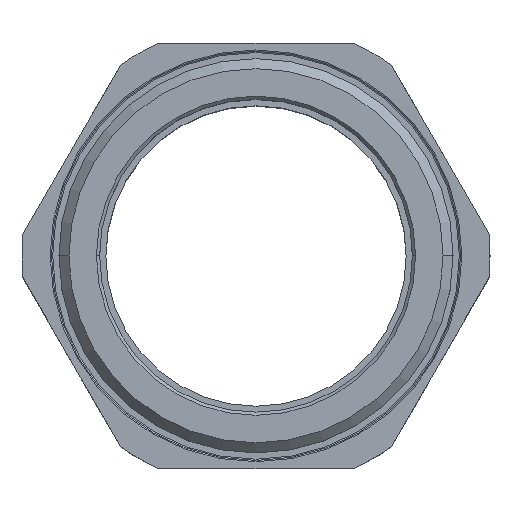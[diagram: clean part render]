
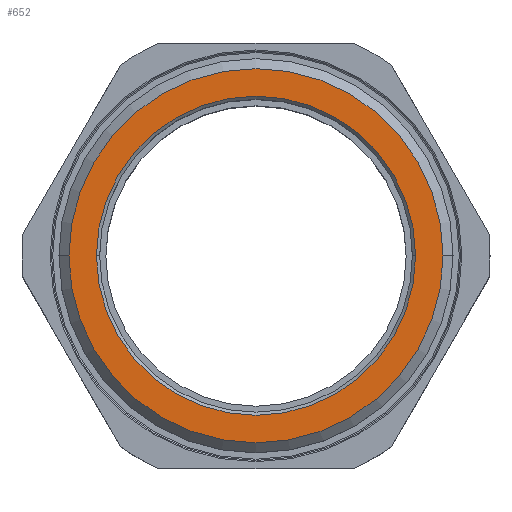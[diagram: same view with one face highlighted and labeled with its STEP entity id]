
A CAD part, top view. The second image highlights one B-rep face of the part: STEP entity #652.
In plain terms, the highlighted planar face has unit normal (0, 0, 1).
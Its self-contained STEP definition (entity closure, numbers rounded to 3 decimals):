
#21 = ORIENTED_EDGE ( 'NONE', *, *, #1106, .F. ) ;
#84 = DIRECTION ( 'NONE',  ( 1., 0., 0. ) ) ;
#111 = CARTESIAN_POINT ( 'NONE',  ( -25.5, 0., 36. ) ) ;
#118 = EDGE_LOOP ( 'NONE', ( #21, #1264 ) ) ;
#195 = FACE_BOUND ( 'NONE', #966, .T. ) ;
#347 = CARTESIAN_POINT ( 'NONE',  ( 0., 0., 36. ) ) ;
#399 = DIRECTION ( 'NONE',  ( 0., 0., -1. ) ) ;
#405 = EDGE_CURVE ( 'NONE', #451, #1959, #1134, .T. ) ;
#451 = VERTEX_POINT ( 'NONE', #1752 ) ;
#524 = VERTEX_POINT ( 'NONE', #1060 ) ;
#652 = ADVANCED_FACE ( 'NONE', ( #195, #723 ), #1370, .T. ) ;
#723 = FACE_OUTER_BOUND ( 'NONE', #118, .T. ) ;
#789 = EDGE_CURVE ( 'NONE', #524, #2557, #990, .T. ) ;
#920 = DIRECTION ( 'NONE',  ( 0., 0., 1. ) ) ;
#936 = AXIS2_PLACEMENT_3D ( 'NONE', #2225, #1001, #1013 ) ;
#956 = ORIENTED_EDGE ( 'NONE', *, *, #405, .T. ) ;
#966 = EDGE_LOOP ( 'NONE', ( #956, #1550 ) ) ;
#990 = CIRCLE ( 'NONE', #1927, 29.9 ) ;
#1001 = DIRECTION ( 'NONE',  ( 0., 0., -1. ) ) ;
#1013 = DIRECTION ( 'NONE',  ( 1., 0., 0. ) ) ;
#1046 = CARTESIAN_POINT ( 'NONE',  ( -29.9, 0., 36. ) ) ;
#1060 = CARTESIAN_POINT ( 'NONE',  ( 29.9, 0., 36. ) ) ;
#1106 = EDGE_CURVE ( 'NONE', #2557, #524, #1822, .T. ) ;
#1122 = DIRECTION ( 'NONE',  ( -1., 0., 0. ) ) ;
#1134 = CIRCLE ( 'NONE', #2503, 25.5 ) ;
#1264 = ORIENTED_EDGE ( 'NONE', *, *, #789, .F. ) ;
#1370 = PLANE ( 'NONE',  #1711 ) ;
#1535 = CARTESIAN_POINT ( 'NONE',  ( 0., 0., 36. ) ) ;
#1550 = ORIENTED_EDGE ( 'NONE', *, *, #1559, .T. ) ;
#1559 = EDGE_CURVE ( 'NONE', #1959, #451, #2517, .T. ) ;
#1566 = DIRECTION ( 'NONE',  ( 1., 0., 0. ) ) ;
#1700 = DIRECTION ( 'NONE',  ( 0., 0., -1. ) ) ;
#1711 = AXIS2_PLACEMENT_3D ( 'NONE', #1535, #920, #1566 ) ;
#1752 = CARTESIAN_POINT ( 'NONE',  ( 25.5, 0., 36. ) ) ;
#1791 = DIRECTION ( 'NONE',  ( 0., 0., -1. ) ) ;
#1822 = CIRCLE ( 'NONE', #2004, 29.9 ) ;
#1927 = AXIS2_PLACEMENT_3D ( 'NONE', #2622, #399, #2054 ) ;
#1959 = VERTEX_POINT ( 'NONE', #111 ) ;
#2004 = AXIS2_PLACEMENT_3D ( 'NONE', #347, #1791, #1122 ) ;
#2054 = DIRECTION ( 'NONE',  ( -1., 0., 0. ) ) ;
#2225 = CARTESIAN_POINT ( 'NONE',  ( 0., 0., 36. ) ) ;
#2503 = AXIS2_PLACEMENT_3D ( 'NONE', #2506, #1700, #84 ) ;
#2506 = CARTESIAN_POINT ( 'NONE',  ( 0., 0., 36. ) ) ;
#2517 = CIRCLE ( 'NONE', #936, 25.5 ) ;
#2557 = VERTEX_POINT ( 'NONE', #1046 ) ;
#2622 = CARTESIAN_POINT ( 'NONE',  ( 0., 0., 36. ) ) ;
